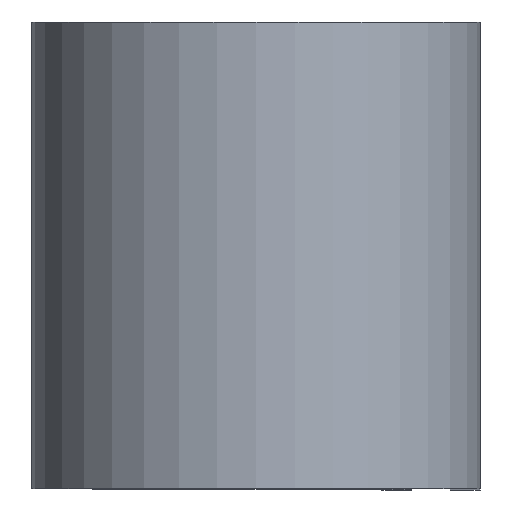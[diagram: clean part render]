
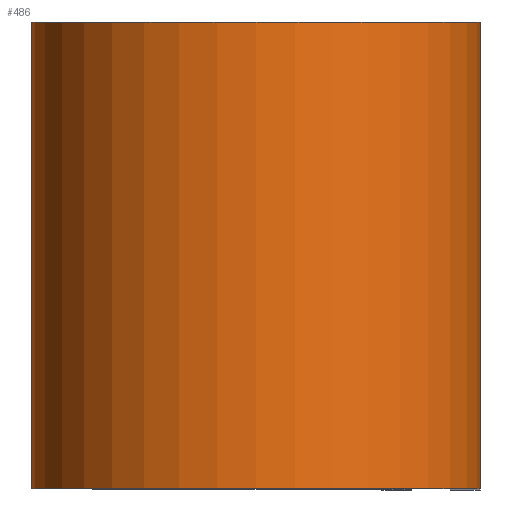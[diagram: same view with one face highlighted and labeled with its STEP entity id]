
A CAD part, top view. The second image highlights one B-rep face of the part: STEP entity #486.
In plain terms, the highlighted cylindrical face has radius 9.157 mm (diameter 18.313 mm), a partial arc.
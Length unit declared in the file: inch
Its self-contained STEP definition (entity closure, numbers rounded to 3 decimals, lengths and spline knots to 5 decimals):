
#9 = VECTOR ( 'NONE', #186, 39.37008 ) ;
#18 = AXIS2_PLACEMENT_3D ( 'NONE', #271, #308, #266 ) ;
#29 = CARTESIAN_POINT ( 'NONE',  ( 0.3605, 0.375, 0. ) ) ;
#33 = CIRCLE ( 'NONE', #18, 0.3605 ) ;
#46 = LINE ( 'NONE', #297, #195 ) ;
#70 = AXIS2_PLACEMENT_3D ( 'NONE', #315, #415, #316 ) ;
#75 = CYLINDRICAL_SURFACE ( 'NONE', #70, 0.3605 ) ;
#114 = VERTEX_POINT ( 'NONE', #458 ) ;
#117 = LINE ( 'NONE', #185, #9 ) ;
#132 = CARTESIAN_POINT ( 'NONE',  ( 0.3605, -0.375, 0. ) ) ;
#165 = CARTESIAN_POINT ( 'NONE',  ( 0., -0.375, 0. ) ) ;
#168 = DIRECTION ( 'NONE',  ( 0., 1., 0. ) ) ;
#185 = CARTESIAN_POINT ( 'NONE',  ( 0., 0.375, -0.3605 ) ) ;
#186 = DIRECTION ( 'NONE',  ( 0., -1., 0. ) ) ;
#188 = DIRECTION ( 'NONE',  ( 1., 0., 0. ) ) ;
#195 = VECTOR ( 'NONE', #203, 39.37008 ) ;
#203 = DIRECTION ( 'NONE',  ( 0., -1., 0. ) ) ;
#219 = EDGE_CURVE ( 'NONE', #615, #392, #33, .T. ) ;
#236 = EDGE_LOOP ( 'NONE', ( #545, #462, #372, #496 ) ) ;
#256 = EDGE_CURVE ( 'NONE', #392, #418, #46, .T. ) ;
#266 = DIRECTION ( 'NONE',  ( 1., 0., 0. ) ) ;
#271 = CARTESIAN_POINT ( 'NONE',  ( 0., 0.375, 0. ) ) ;
#297 = CARTESIAN_POINT ( 'NONE',  ( 0.3605, 0.375, 0. ) ) ;
#308 = DIRECTION ( 'NONE',  ( 0., 1., 0. ) ) ;
#315 = CARTESIAN_POINT ( 'NONE',  ( 0., 0.375, 0. ) ) ;
#316 = DIRECTION ( 'NONE',  ( 0., 0., -1. ) ) ;
#348 = AXIS2_PLACEMENT_3D ( 'NONE', #165, #168, #188 ) ;
#372 = ORIENTED_EDGE ( 'NONE', *, *, #219, .F. ) ;
#392 = VERTEX_POINT ( 'NONE', #29 ) ;
#405 = EDGE_CURVE ( 'NONE', #114, #418, #443, .T. ) ;
#415 = DIRECTION ( 'NONE',  ( 0., -1., 0. ) ) ;
#418 = VERTEX_POINT ( 'NONE', #132 ) ;
#443 = CIRCLE ( 'NONE', #348, 0.3605 ) ;
#458 = CARTESIAN_POINT ( 'NONE',  ( 0., -0.375, -0.3605 ) ) ;
#462 = ORIENTED_EDGE ( 'NONE', *, *, #256, .F. ) ;
#486 = ADVANCED_FACE ( 'NONE', ( #594 ), #75, .T. ) ;
#496 = ORIENTED_EDGE ( 'NONE', *, *, #537, .T. ) ;
#537 = EDGE_CURVE ( 'NONE', #615, #114, #117, .T. ) ;
#545 = ORIENTED_EDGE ( 'NONE', *, *, #405, .T. ) ;
#558 = CARTESIAN_POINT ( 'NONE',  ( 0., 0.375, -0.3605 ) ) ;
#594 = FACE_OUTER_BOUND ( 'NONE', #236, .T. ) ;
#615 = VERTEX_POINT ( 'NONE', #558 ) ;
